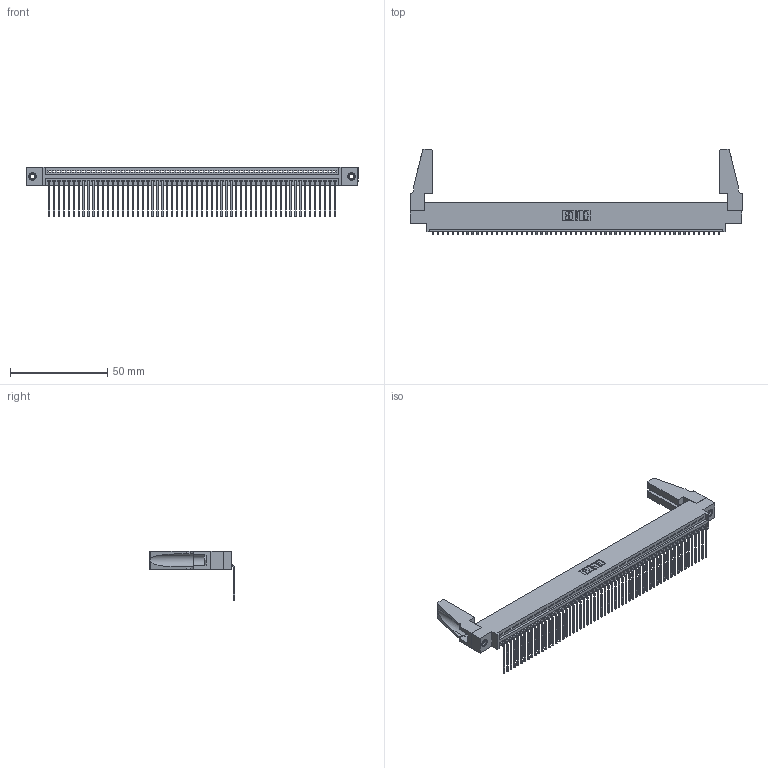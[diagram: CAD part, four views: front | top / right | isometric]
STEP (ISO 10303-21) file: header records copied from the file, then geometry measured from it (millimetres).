
FILE_DESCRIPTION (( 'STEP AP203' ), '1' );
FILE_NAME ('345-059-559-688.STEP', '2019-10-10T21:12:41', ( '' ), ( '' ), 'SwSTEP 2.0', 'SolidWorks 2016', '' );
FILE_SCHEMA (( 'CONFIG_CONTROL_DESIGN' ));
Length unit declared in the file: inch
Products named in the file (5): 345-292-001_558 559 Tail - 1; 345-250-001_345-250-001-102; 345-220-078_345-220-088; 345 Part_0.170 Offset - 0.156 Dia-TH; 345-059-559-688
Assembly tree (64 placements, depth 2):
  345-059-559-688
    345 Part_0.170 Offset - 0.156 Dia-TH
    345-292-001_558 559 Tail - 1  x59
    345-250-001_345-250-001-102  x2
    345-220-078_345-220-088  x2
Bounding box: 171.09 x 43.93 x 25.53 mm (x, y, z)
Volume: 19725.7 mm3; surface area: 26533.3 mm2
Topology: 64 solids, 64 shells, 3794 faces, 11405 edges, 7514 vertices
Faces by surface type: plane 2634, cylinder 1144, cone 12, torus 4
Entity records: 44480 total; most frequent: CARTESIAN_POINT 7695, ORIENTED_EDGE 7648, DIRECTION 6702, EDGE_CURVE 3824, VECTOR 3414, LINE 3414, VERTEX_POINT 2542, AXIS2_PLACEMENT_3D 1644
